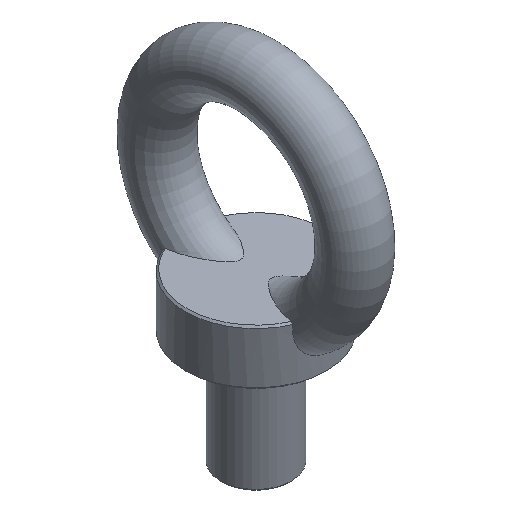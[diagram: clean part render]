
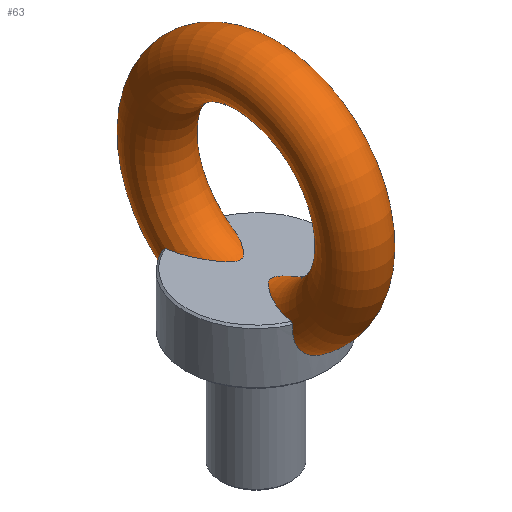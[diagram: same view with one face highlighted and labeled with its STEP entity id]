
A CAD part, isometric view. The second image highlights one B-rep face of the part: STEP entity #63.
In plain terms, the highlighted toroidal (fillet/blend) face has major radius 28 mm and minor radius 8 mm.
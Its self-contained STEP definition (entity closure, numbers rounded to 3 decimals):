
#42=TOROIDAL_SURFACE('',#194,28.,8.);
#63=ADVANCED_FACE('',(#84,#85),#42,.T.);
#66=B_SPLINE_CURVE_WITH_KNOTS('',3,(#238,#239,#240,#241,#242,#243,#244,
#245,#246,#247,#248,#249,#250,#251),.UNSPECIFIED.,.F.,.F.,(4,2,2,2,2,2,
4),(0.,0.125,0.25,0.5,0.75,0.875,1.),.UNSPECIFIED.);
#67=B_SPLINE_CURVE_WITH_KNOTS('',3,(#256,#257,#258,#259,#260,#261,#262,
#263,#264,#265,#266,#267,#268,#269),.UNSPECIFIED.,.F.,.F.,(4,2,2,2,2,2,
4),(0.,0.125,0.25,0.5,0.75,0.875,1.),.UNSPECIFIED.);
#68=B_SPLINE_CURVE_WITH_KNOTS('',3,(#276,#277,#278,#279,#280,#281,#282,
#283,#284,#285,#286,#287,#288,#289,#290,#291,#292,#293),.UNSPECIFIED.,.F.,
 .F.,(4,2,2,2,2,2,2,2,4),(0.,0.25,0.375,0.438,0.5,0.563,0.625,0.75,1.),
 .UNSPECIFIED.);
#69=B_SPLINE_CURVE_WITH_KNOTS('',3,(#297,#298,#299,#300,#301,#302,#303,
#304,#305,#306,#307,#308,#309,#310,#311,#312,#313,#314),.UNSPECIFIED.,.F.,
 .F.,(4,2,2,2,2,2,2,2,4),(0.,0.25,0.375,0.438,0.5,0.563,0.625,0.75,1.),
 .UNSPECIFIED.);
#70=B_SPLINE_CURVE_WITH_KNOTS('',3,(#316,#317,#318,#319),.UNSPECIFIED.,
 .F.,.F.,(4,4),(0.,1.),.UNSPECIFIED.);
#71=B_SPLINE_CURVE_WITH_KNOTS('',3,(#320,#321,#322,#323),.UNSPECIFIED.,
 .F.,.F.,(4,4),(0.,1.),.UNSPECIFIED.);
#72=B_SPLINE_CURVE_WITH_KNOTS('',3,(#325,#326,#327,#328),.UNSPECIFIED.,
 .F.,.F.,(4,4),(0.,1.),.UNSPECIFIED.);
#73=B_SPLINE_CURVE_WITH_KNOTS('',3,(#329,#330,#331,#332),.UNSPECIFIED.,
 .F.,.F.,(4,4),(0.,1.),.UNSPECIFIED.);
#84=FACE_BOUND('',#100,.T.);
#85=FACE_BOUND('',#101,.T.);
#100=EDGE_LOOP('',(#128,#129,#130,#131));
#101=EDGE_LOOP('',(#132,#133,#134,#135));
#128=ORIENTED_EDGE('',*,*,#157,.F.);
#129=ORIENTED_EDGE('',*,*,#158,.T.);
#130=ORIENTED_EDGE('',*,*,#150,.T.);
#131=ORIENTED_EDGE('',*,*,#161,.T.);
#132=ORIENTED_EDGE('',*,*,#155,.F.);
#133=ORIENTED_EDGE('',*,*,#160,.T.);
#134=ORIENTED_EDGE('',*,*,#152,.T.);
#135=ORIENTED_EDGE('',*,*,#159,.T.);
#137=VERTEX_POINT('',#252);
#138=VERTEX_POINT('',#253);
#139=VERTEX_POINT('',#255);
#140=VERTEX_POINT('',#270);
#141=VERTEX_POINT('',#274);
#142=VERTEX_POINT('',#275);
#143=VERTEX_POINT('',#294);
#144=VERTEX_POINT('',#296);
#150=EDGE_CURVE('',#137,#138,#66,.T.);
#152=EDGE_CURVE('',#140,#139,#67,.T.);
#155=EDGE_CURVE('',#142,#143,#68,.T.);
#157=EDGE_CURVE('',#144,#141,#69,.T.);
#158=EDGE_CURVE('',#144,#137,#70,.T.);
#159=EDGE_CURVE('',#139,#143,#71,.T.);
#160=EDGE_CURVE('',#142,#140,#72,.T.);
#161=EDGE_CURVE('',#138,#141,#73,.T.);
#194=AXIS2_PLACEMENT_3D('',#347,#233,#234);
#233=DIRECTION('',(1.,0.,0.));
#234=DIRECTION('',(0.,0.,-1.));
#238=CARTESIAN_POINT('',(7.954,18.35,15.));
#239=CARTESIAN_POINT('',(8.048,18.31,13.78));
#240=CARTESIAN_POINT('',(8.01,18.328,12.571));
#241=CARTESIAN_POINT('',(7.502,18.542,10.191));
#242=CARTESIAN_POINT('',(7.021,18.742,9.05));
#243=CARTESIAN_POINT('',(4.863,19.459,6.178));
#244=CARTESIAN_POINT('',(2.473,19.999,5.07));
#245=CARTESIAN_POINT('',(-2.451,20.001,5.064));
#246=CARTESIAN_POINT('',(-4.848,19.463,6.169));
#247=CARTESIAN_POINT('',(-7.011,18.746,9.032));
#248=CARTESIAN_POINT('',(-7.496,18.544,10.174));
#249=CARTESIAN_POINT('',(-8.008,18.329,12.556));
#250=CARTESIAN_POINT('',(-8.048,18.31,13.777));
#251=CARTESIAN_POINT('',(-7.954,18.35,15.));
#252=CARTESIAN_POINT('',(7.954,18.35,15.));
#253=CARTESIAN_POINT('',(-7.954,18.35,15.));
#255=CARTESIAN_POINT('',(7.954,-18.35,15.));
#256=CARTESIAN_POINT('',(-7.954,-18.35,15.));
#257=CARTESIAN_POINT('',(-8.048,-18.31,13.78));
#258=CARTESIAN_POINT('',(-8.01,-18.328,12.571));
#259=CARTESIAN_POINT('',(-7.502,-18.542,10.191));
#260=CARTESIAN_POINT('',(-7.021,-18.742,9.05));
#261=CARTESIAN_POINT('',(-4.863,-19.459,6.178));
#262=CARTESIAN_POINT('',(-2.473,-19.999,5.07));
#263=CARTESIAN_POINT('',(2.451,-20.001,5.064));
#264=CARTESIAN_POINT('',(4.848,-19.463,6.169));
#265=CARTESIAN_POINT('',(7.011,-18.746,9.032));
#266=CARTESIAN_POINT('',(7.496,-18.544,10.174));
#267=CARTESIAN_POINT('',(8.008,-18.329,12.556));
#268=CARTESIAN_POINT('',(8.048,-18.31,13.777));
#269=CARTESIAN_POINT('',(7.954,-18.35,15.));
#270=CARTESIAN_POINT('',(-7.954,-18.35,15.));
#274=CARTESIAN_POINT('',(-7.846,17.852,15.5));
#275=CARTESIAN_POINT('',(-7.846,-17.852,15.5));
#276=CARTESIAN_POINT('',(-7.846,-17.852,15.5));
#277=CARTESIAN_POINT('',(-7.485,-15.168,15.5));
#278=CARTESIAN_POINT('',(-6.552,-12.59,15.5));
#279=CARTESIAN_POINT('',(-4.67,-9.001,15.5));
#280=CARTESIAN_POINT('',(-3.958,-7.833,15.5));
#281=CARTESIAN_POINT('',(-2.714,-6.217,15.5));
#282=CARTESIAN_POINT('',(-2.269,-5.696,15.5));
#283=CARTESIAN_POINT('',(-1.237,-4.804,15.5));
#284=CARTESIAN_POINT('',(-0.607,-4.418,15.5));
#285=CARTESIAN_POINT('',(0.751,-4.473,15.5));
#286=CARTESIAN_POINT('',(1.358,-4.891,15.5));
#287=CARTESIAN_POINT('',(2.358,-5.795,15.5));
#288=CARTESIAN_POINT('',(2.795,-6.315,15.5));
#289=CARTESIAN_POINT('',(4.019,-7.928,15.5));
#290=CARTESIAN_POINT('',(4.711,-9.071,15.5));
#291=CARTESIAN_POINT('',(6.563,-12.625,15.5));
#292=CARTESIAN_POINT('',(7.489,-15.197,15.5));
#293=CARTESIAN_POINT('',(7.846,-17.852,15.5));
#294=CARTESIAN_POINT('',(7.846,-17.852,15.5));
#296=CARTESIAN_POINT('',(7.846,17.852,15.5));
#297=CARTESIAN_POINT('',(7.846,17.852,15.5));
#298=CARTESIAN_POINT('',(7.487,15.185,15.5));
#299=CARTESIAN_POINT('',(6.551,12.593,15.5));
#300=CARTESIAN_POINT('',(4.686,9.028,15.5));
#301=CARTESIAN_POINT('',(3.983,7.872,15.5));
#302=CARTESIAN_POINT('',(2.743,6.253,15.5));
#303=CARTESIAN_POINT('',(2.3,5.73,15.5));
#304=CARTESIAN_POINT('',(1.283,4.837,15.5));
#305=CARTESIAN_POINT('',(0.662,4.436,15.5));
#306=CARTESIAN_POINT('',(-0.703,4.452,15.5));
#307=CARTESIAN_POINT('',(-1.314,4.858,15.5));
#308=CARTESIAN_POINT('',(-2.334,5.767,15.5));
#309=CARTESIAN_POINT('',(-2.769,6.284,15.5));
#310=CARTESIAN_POINT('',(-3.995,7.891,15.5));
#311=CARTESIAN_POINT('',(-4.702,9.056,15.5));
#312=CARTESIAN_POINT('',(-6.565,12.626,15.5));
#313=CARTESIAN_POINT('',(-7.485,15.168,15.5));
#314=CARTESIAN_POINT('',(-7.846,17.852,15.5));
#316=CARTESIAN_POINT('',(7.846,17.852,15.5));
#317=CARTESIAN_POINT('',(7.892,18.015,15.332));
#318=CARTESIAN_POINT('',(7.928,18.181,15.165));
#319=CARTESIAN_POINT('',(7.954,18.35,15.));
#320=CARTESIAN_POINT('',(7.954,-18.35,15.));
#321=CARTESIAN_POINT('',(7.928,-18.181,15.165));
#322=CARTESIAN_POINT('',(7.892,-18.015,15.332));
#323=CARTESIAN_POINT('',(7.846,-17.852,15.5));
#325=CARTESIAN_POINT('',(-7.846,-17.852,15.5));
#326=CARTESIAN_POINT('',(-7.892,-18.015,15.332));
#327=CARTESIAN_POINT('',(-7.928,-18.181,15.165));
#328=CARTESIAN_POINT('',(-7.954,-18.35,15.));
#329=CARTESIAN_POINT('',(-7.954,18.35,15.));
#330=CARTESIAN_POINT('',(-7.928,18.181,15.165));
#331=CARTESIAN_POINT('',(-7.892,18.015,15.332));
#332=CARTESIAN_POINT('',(-7.846,17.852,15.5));
#347=CARTESIAN_POINT('',(0.,0.,35.));
